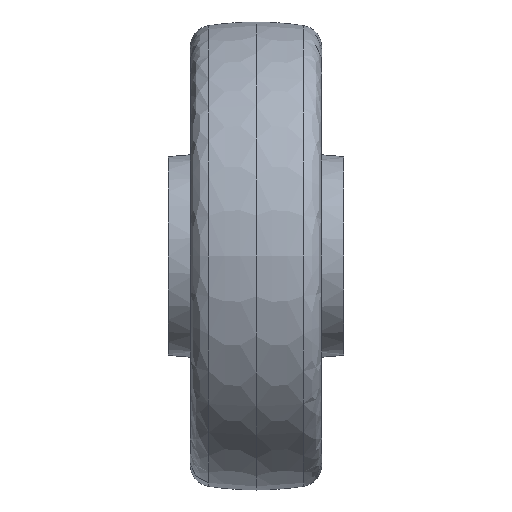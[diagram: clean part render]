
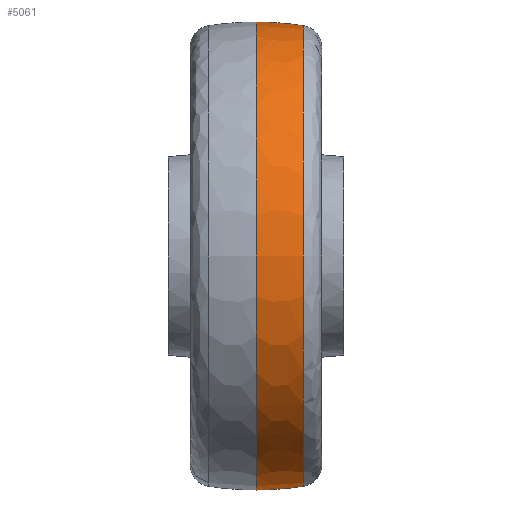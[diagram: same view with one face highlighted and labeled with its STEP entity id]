
A CAD part, front view. The second image highlights one B-rep face of the part: STEP entity #5061.
In plain terms, the highlighted toroidal (fillet/blend) face has major radius 25 mm and minor radius 105 mm.
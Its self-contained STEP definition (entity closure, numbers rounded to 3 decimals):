
#80 = DIRECTION ( 'NONE',  ( 0., 0., -1. ) ) ;
#129 = EDGE_LOOP ( 'NONE', ( #6671, #5791, #821, #5576 ) ) ;
#175 = CIRCLE ( 'NONE', #2294, 80. ) ;
#331 = AXIS2_PLACEMENT_3D ( 'NONE', #533, #7236, #4316 ) ;
#450 = EDGE_CURVE ( 'NONE', #3538, #3955, #3347, .T. ) ;
#533 = CARTESIAN_POINT ( 'NONE',  ( -3.883, 19.274, 0. ) ) ;
#821 = ORIENTED_EDGE ( 'NONE', *, *, #6969, .T. ) ;
#936 = DIRECTION ( 'NONE',  ( 0., 0., 1. ) ) ;
#1738 = DIRECTION ( 'NONE',  ( 0., 0., 1. ) ) ;
#2112 = CARTESIAN_POINT ( 'NONE',  ( -3.883, 19.274, 78.788 ) ) ;
#2235 = CIRCLE ( 'NONE', #6574, 105. ) ;
#2294 = AXIS2_PLACEMENT_3D ( 'NONE', #5995, #4939, #936 ) ;
#2821 = DIRECTION ( 'NONE',  ( 0., -1., 0. ) ) ;
#3179 = TOROIDAL_SURFACE ( 'NONE', #4366, -25., 105. ) ;
#3270 = CARTESIAN_POINT ( 'NONE',  ( -3.883, 19.274, -78.788 ) ) ;
#3347 = CIRCLE ( 'NONE', #5254, 105. ) ;
#3413 = FACE_OUTER_BOUND ( 'NONE', #129, .T. ) ;
#3453 = CARTESIAN_POINT ( 'NONE',  ( -19.791, 19.274, -25. ) ) ;
#3519 = CIRCLE ( 'NONE', #331, 78.788 ) ;
#3538 = VERTEX_POINT ( 'NONE', #3270 ) ;
#3623 = EDGE_CURVE ( 'NONE', #3538, #4384, #3519, .T. ) ;
#3918 = CARTESIAN_POINT ( 'NONE',  ( -19.977, 19.274, 80. ) ) ;
#3955 = VERTEX_POINT ( 'NONE', #5179 ) ;
#4074 = CARTESIAN_POINT ( 'NONE',  ( -19.791, 19.274, 0. ) ) ;
#4140 = DIRECTION ( 'NONE',  ( 0., 0., 1. ) ) ;
#4207 = EDGE_CURVE ( 'NONE', #3955, #4683, #175, .T. ) ;
#4316 = DIRECTION ( 'NONE',  ( 0., 0., 1. ) ) ;
#4366 = AXIS2_PLACEMENT_3D ( 'NONE', #4074, #5842, #4140 ) ;
#4384 = VERTEX_POINT ( 'NONE', #2112 ) ;
#4444 = CARTESIAN_POINT ( 'NONE',  ( -19.791, 19.274, 25. ) ) ;
#4683 = VERTEX_POINT ( 'NONE', #3918 ) ;
#4939 = DIRECTION ( 'NONE',  ( -1., 0., 0. ) ) ;
#5061 = ADVANCED_FACE ( 'NONE', ( #3413 ), #3179, .T. ) ;
#5076 = DIRECTION ( 'NONE',  ( 0., 1., 0. ) ) ;
#5179 = CARTESIAN_POINT ( 'NONE',  ( -19.977, 19.274, -80. ) ) ;
#5254 = AXIS2_PLACEMENT_3D ( 'NONE', #4444, #5076, #1738 ) ;
#5576 = ORIENTED_EDGE ( 'NONE', *, *, #4207, .F. ) ;
#5791 = ORIENTED_EDGE ( 'NONE', *, *, #3623, .T. ) ;
#5842 = DIRECTION ( 'NONE',  ( -1., 0., 0. ) ) ;
#5995 = CARTESIAN_POINT ( 'NONE',  ( -19.977, 19.274, 0. ) ) ;
#6574 = AXIS2_PLACEMENT_3D ( 'NONE', #3453, #2821, #80 ) ;
#6671 = ORIENTED_EDGE ( 'NONE', *, *, #450, .F. ) ;
#6969 = EDGE_CURVE ( 'NONE', #4384, #4683, #2235, .T. ) ;
#7236 = DIRECTION ( 'NONE',  ( -1., 0., 0. ) ) ;
